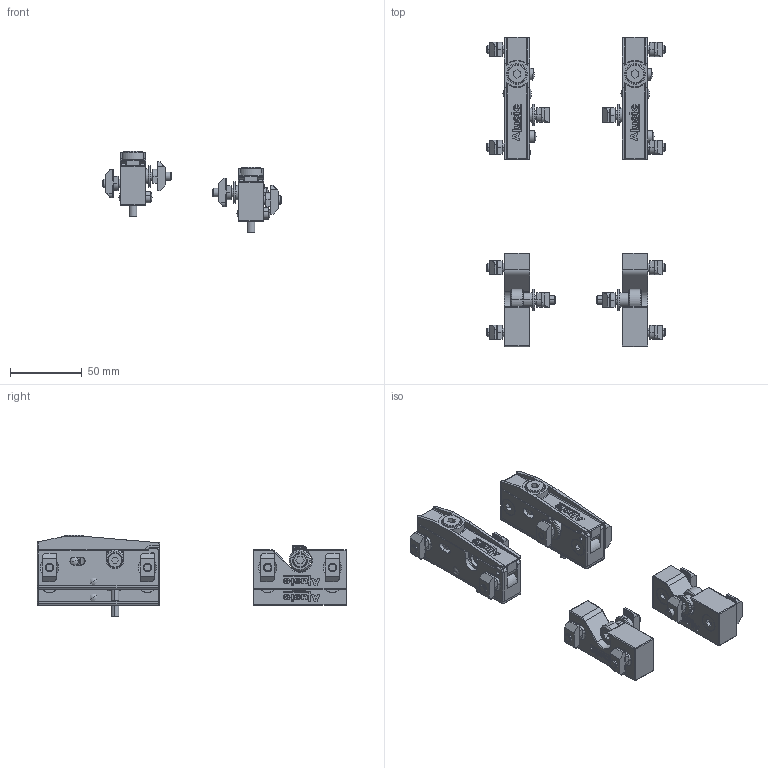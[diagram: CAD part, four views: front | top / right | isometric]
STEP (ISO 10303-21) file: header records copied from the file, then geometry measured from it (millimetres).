
FILE_DESCRIPTION (( 'STEP AP203' ), '1' );
FILE_NAME ('084.407.008.STEP', '2018-03-12T13:32:11', ( '' ), ( '' ), 'SwSTEP 2.0', 'SolidWorks 2016', '' );
FILE_SCHEMA (( 'CONFIG_CONTROL_DESIGN' ));
Length unit declared in the file: millimetre
Products named in the file (19): SPINE CILINDRICHE_8x20 UNI 1707; 084.407.008_C; 084.407.103-4; VITI TSEI UNI 5933_M6x30 UNI 5933; 084.407.103-1; SPINE CILINDRICHE_3x16 UNI 1707; 084.407.105; 084.407.008_D; 084.407.104; 084.407.103-2; 084.301.000 VITI ALUSIC_084.301.001; 084.407.103-6; 084.407.008_B; 084.407.103-3; 084.407.008; 084.302.027; VITI TCEI UNI 5931_M6x25 UNI 5931; 084.407.103-5; 084.407.008_A
Assembly tree (56 placements, depth 3):
  084.407.008
    084.407.008_A
      084.407.103-6
      084.407.103-5
      084.302.027  x3
      VITI TSEI UNI 5933_M6x30 UNI 5933  x2
      VITI TCEI UNI 5931_M6x25 UNI 5931
    084.407.008_B
      084.407.103-6
      084.407.103-5
      084.302.027  x3
      VITI TSEI UNI 5933_M6x30 UNI 5933  x2
      VITI TCEI UNI 5931_M6x25 UNI 5931
    084.407.008_C
      084.302.027  x3
      084.301.000 VITI ALUSIC_084.301.001
      084.407.103-5
      084.407.105  x2
      084.407.103-1
      084.407.103-4
      084.407.104
      084.407.103-2
      084.407.103-3
      VITI TSEI UNI 5933_M6x30 UNI 5933  x2
      SPINE CILINDRICHE_8x20 UNI 1707  x3
      SPINE CILINDRICHE_3x16 UNI 1707
    084.407.008_D
      084.302.027  x3
      084.301.000 VITI ALUSIC_084.301.001
      084.407.103-5
      084.407.105  x2
      084.407.103-1
      084.407.103-4
      084.407.104
      084.407.103-2
      084.407.103-3
      VITI TSEI UNI 5933_M6x30 UNI 5933  x2
      SPINE CILINDRICHE_8x20 UNI 1707  x3
      SPINE CILINDRICHE_3x16 UNI 1707
Bounding box: 124 x 215 x 56.78 mm (x, y, z)
Volume: 165005.1 mm3; surface area: 94290.3 mm2
Topology: 52 solids, 52 shells, 3582 faces, 9404 edges, 5966 vertices
Faces by surface type: plane 2384, cylinder 938, cone 120, torus 80, sphere 52, bspline 8
Entity records: 30801 total; most frequent: CARTESIAN_POINT 6323, DIRECTION 4654, ORIENTED_EDGE 4414, EDGE_CURVE 2207, AXIS2_PLACEMENT_3D 1652, VERTEX_POINT 1407, LINE 1350, VECTOR 1350
